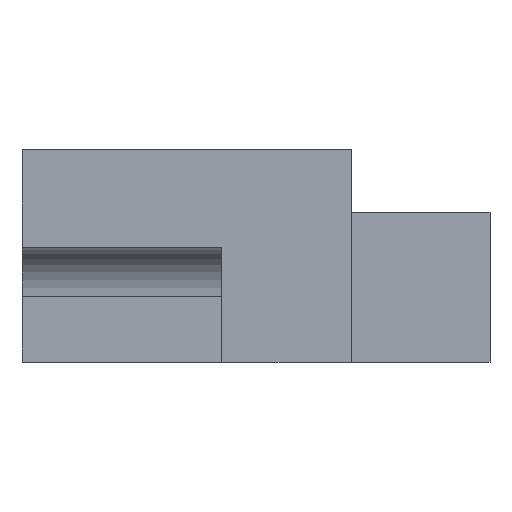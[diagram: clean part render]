
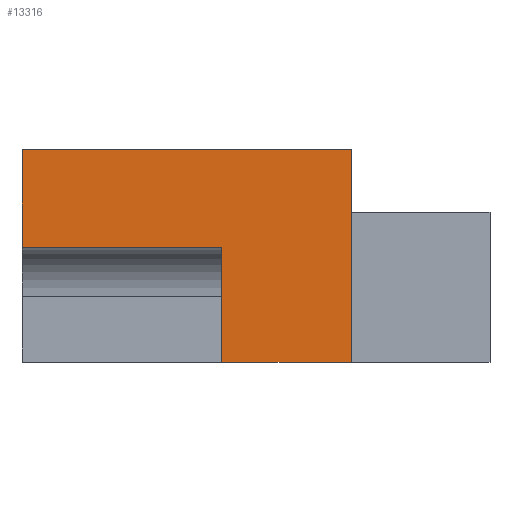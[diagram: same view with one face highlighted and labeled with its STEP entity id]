
A CAD part, left-side view. The second image highlights one B-rep face of the part: STEP entity #13316.
In plain terms, the highlighted planar face has unit normal (-1, 0, 0).
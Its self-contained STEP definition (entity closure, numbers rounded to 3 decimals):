
#2323 = DIRECTION ( 'NONE',  ( 0., 0., -1. ) ) ;
#3038 = CARTESIAN_POINT ( 'NONE',  ( 0., 11.506, 0. ) ) ;
#4790 = DIRECTION ( 'NONE',  ( 0., 0., -1. ) ) ;
#5343 = CARTESIAN_POINT ( 'NONE',  ( 0., -8.814, -13.487 ) ) ;
#7297 = CARTESIAN_POINT ( 'NONE',  ( 0., 20.955, 0. ) ) ;
#7801 = VECTOR ( 'NONE', #31655, 1000. ) ;
#8477 = VECTOR ( 'NONE', #8726, 1000. ) ;
#8726 = DIRECTION ( 'NONE',  ( 0., 0., 1. ) ) ;
#9564 = LINE ( 'NONE', #3038, #7801 ) ;
#9977 = CARTESIAN_POINT ( 'NONE',  ( 0., 0., 0. ) ) ;
#10555 = CARTESIAN_POINT ( 'NONE',  ( 0., 8.255, -6.172 ) ) ;
#10706 = DIRECTION ( 'NONE',  ( 0., 1., 0. ) ) ;
#10885 = ORIENTED_EDGE ( 'NONE', *, *, #27422, .F. ) ;
#10943 = ORIENTED_EDGE ( 'NONE', *, *, #12330, .F. ) ;
#10963 = EDGE_CURVE ( 'NONE', #29387, #19105, #22448, .T. ) ;
#11404 = EDGE_LOOP ( 'NONE', ( #13352, #34601, #13881, #10885, #10943, #16191 ) ) ;
#12330 = EDGE_CURVE ( 'NONE', #19105, #31440, #22817, .T. ) ;
#13316 = ADVANCED_FACE ( 'NONE', ( #24471 ), #22071, .F. ) ;
#13352 = ORIENTED_EDGE ( 'NONE', *, *, #15766, .F. ) ;
#13652 = CARTESIAN_POINT ( 'NONE',  ( 0., 0., 0. ) ) ;
#13881 = ORIENTED_EDGE ( 'NONE', *, *, #35640, .F. ) ;
#14224 = LINE ( 'NONE', #5343, #29874 ) ;
#14795 = VECTOR ( 'NONE', #19677, 1000. ) ;
#15766 = EDGE_CURVE ( 'NONE', #18880, #29387, #14224, .T. ) ;
#16191 = ORIENTED_EDGE ( 'NONE', *, *, #10963, .F. ) ;
#16535 = CARTESIAN_POINT ( 'NONE',  ( 0., 0., 0. ) ) ;
#17170 = EDGE_CURVE ( 'NONE', #26828, #18880, #17774, .T. ) ;
#17774 = LINE ( 'NONE', #13652, #19588 ) ;
#18880 = VERTEX_POINT ( 'NONE', #21231 ) ;
#19105 = VERTEX_POINT ( 'NONE', #10555 ) ;
#19194 = VECTOR ( 'NONE', #26198, 1000. ) ;
#19588 = VECTOR ( 'NONE', #4790, 1000. ) ;
#19677 = DIRECTION ( 'NONE',  ( 0., 0., 1. ) ) ;
#21231 = CARTESIAN_POINT ( 'NONE',  ( 0., 0., -13.487 ) ) ;
#22071 = PLANE ( 'NONE',  #22976 ) ;
#22195 = DIRECTION ( 'NONE',  ( 1., 0., 0. ) ) ;
#22448 = LINE ( 'NONE', #31061, #14795 ) ;
#22817 = LINE ( 'NONE', #29197, #19194 ) ;
#22976 = AXIS2_PLACEMENT_3D ( 'NONE', #16535, #22195, #2323 ) ;
#23725 = CARTESIAN_POINT ( 'NONE',  ( 0., 20.955, -6.172 ) ) ;
#24471 = FACE_OUTER_BOUND ( 'NONE', #11404, .T. ) ;
#24988 = CARTESIAN_POINT ( 'NONE',  ( 0., 8.255, -13.487 ) ) ;
#26198 = DIRECTION ( 'NONE',  ( 0., 1., 0. ) ) ;
#26828 = VERTEX_POINT ( 'NONE', #9977 ) ;
#27422 = EDGE_CURVE ( 'NONE', #31440, #34776, #27757, .T. ) ;
#27757 = LINE ( 'NONE', #34301, #8477 ) ;
#29197 = CARTESIAN_POINT ( 'NONE',  ( 0., 8.255, -6.172 ) ) ;
#29387 = VERTEX_POINT ( 'NONE', #24988 ) ;
#29874 = VECTOR ( 'NONE', #10706, 1000. ) ;
#31061 = CARTESIAN_POINT ( 'NONE',  ( 0., 8.255, -13.487 ) ) ;
#31440 = VERTEX_POINT ( 'NONE', #23725 ) ;
#31655 = DIRECTION ( 'NONE',  ( 0., -1., 0. ) ) ;
#34301 = CARTESIAN_POINT ( 'NONE',  ( 0., 20.955, -13.487 ) ) ;
#34601 = ORIENTED_EDGE ( 'NONE', *, *, #17170, .F. ) ;
#34776 = VERTEX_POINT ( 'NONE', #7297 ) ;
#35640 = EDGE_CURVE ( 'NONE', #34776, #26828, #9564, .T. ) ;
